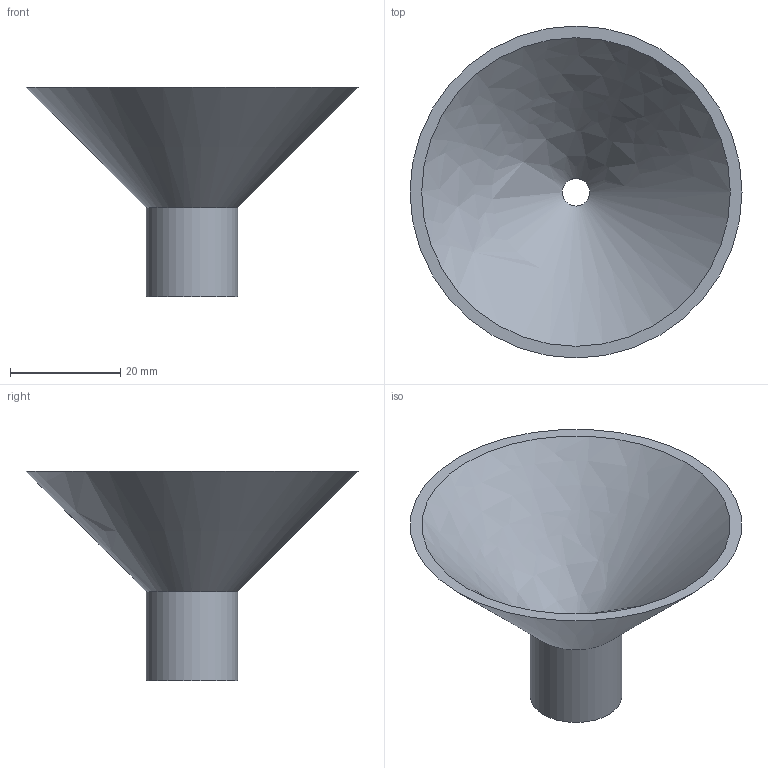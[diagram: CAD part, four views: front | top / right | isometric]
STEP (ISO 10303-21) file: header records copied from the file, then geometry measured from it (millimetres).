
FILE_DESCRIPTION(/* description */ (''),/* implementation_level */ '2;1');
FILE_NAME(/* name */ 'Small_Bottle_Funnel',/* time_stamp */ '2025-11-27T17:36:18+01:00',/* author */ (''),/* organization */ (''),/* preprocessor_version */ 'ST-DEVELOPER v19.2',/* originating_system */ 'Rhino 8.26',/* authorisation */ '');
FILE_SCHEMA (('CONFIG_CONTROL_DESIGN'));
Length unit declared in the file: millimetre
Products named in the file (1): Document
Bounding box: 60.29 x 60.29 x 38.04 mm (x, y, z)
Volume: 6945.9 mm3; surface area: 9330 mm2
Topology: 1 solids, 1 shells, 19 faces, 38 edges, 23 vertices
Faces by surface type: cylinder 9, plane 5, bspline 5
Full cylindrical faces by diameter (mm): 5 x1, 7 x1, 13.8 x4, 14.4 x1, 16.6 x1
Entity records: 2143 total; most frequent: CARTESIAN_POINT 1738, ORIENTED_EDGE 76, DIRECTION 46, EDGE_CURVE 38, AXIS2_PLACEMENT_3D 30, EDGE_LOOP 23, VERTEX_POINT 23, ADVANCED_FACE 19
